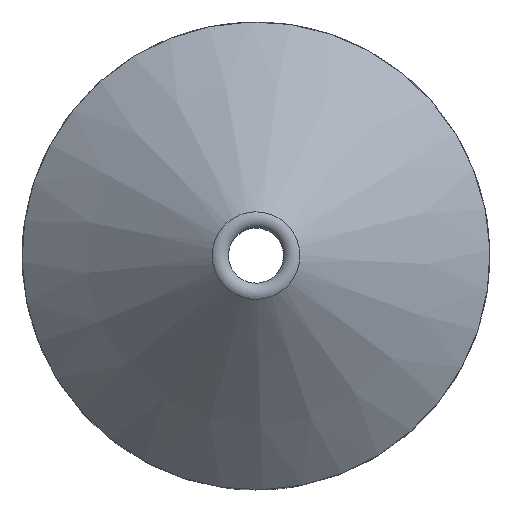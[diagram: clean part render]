
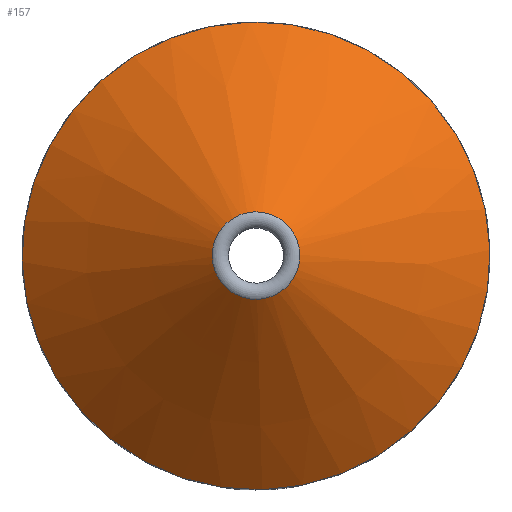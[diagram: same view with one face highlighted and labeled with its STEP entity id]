
A CAD part, top view. The second image highlights one B-rep face of the part: STEP entity #157.
In plain terms, the highlighted conical face has half-angle 50.409 degrees and reference radius 34.236 mm.
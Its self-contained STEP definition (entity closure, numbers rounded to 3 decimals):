
#29=LINE('',#247,#37);
#37=VECTOR('',#209,34.237);
#45=CONICAL_SURFACE('',#183,34.237,0.88);
#48=FACE_OUTER_BOUND('',#57,.T.);
#57=EDGE_LOOP('',(#113,#114,#115,#116));
#65=CIRCLE('',#180,6.364);
#68=CIRCLE('',#184,34.);
#72=VERTEX_POINT('',#239);
#74=VERTEX_POINT('',#245);
#86=EDGE_CURVE('',#72,#72,#65,.T.);
#89=EDGE_CURVE('',#74,#74,#68,.F.);
#90=EDGE_CURVE('',#74,#72,#29,.T.);
#113=ORIENTED_EDGE('',*,*,#89,.T.);
#114=ORIENTED_EDGE('',*,*,#90,.T.);
#115=ORIENTED_EDGE('',*,*,#86,.F.);
#116=ORIENTED_EDGE('',*,*,#90,.F.);
#157=ADVANCED_FACE('',(#48),#45,.T.);
#180=AXIS2_PLACEMENT_3D('',#240,#199,#200);
#183=AXIS2_PLACEMENT_3D('',#244,#205,#206);
#184=AXIS2_PLACEMENT_3D('',#246,#207,#208);
#199=DIRECTION('center_axis',(0.,0.,
1.));
#200=DIRECTION('ref_axis',(-0.026,1.,0.));
#205=DIRECTION('center_axis',(0.,0.,
-1.));
#206=DIRECTION('ref_axis',(-0.026,1.,0.));
#207=DIRECTION('center_axis',(0.,0.,
-1.));
#208=DIRECTION('ref_axis',(-0.026,1.,0.));
#209=DIRECTION('',(-0.02,0.77,0.637));
#239=CARTESIAN_POINT('',(0.167,-6.362,95.651));
#240=CARTESIAN_POINT('Origin',(0.,0.,
95.651));
#244=CARTESIAN_POINT('Origin',(0.,0.,72.6));
#245=CARTESIAN_POINT('',(0.89,-33.988,72.796));
#246=CARTESIAN_POINT('Origin',(0.,0.,
72.796));
#247=CARTESIAN_POINT('',(0.896,-34.225,72.6));
